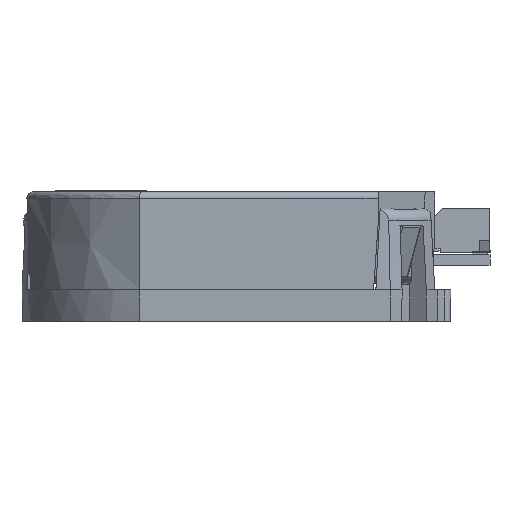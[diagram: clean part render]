
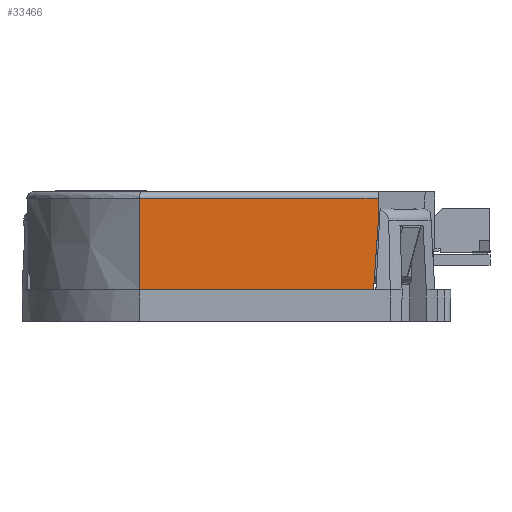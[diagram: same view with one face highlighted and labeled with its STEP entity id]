
A CAD part, left-side view. The second image highlights one B-rep face of the part: STEP entity #33466.
In plain terms, the highlighted planar face has unit normal (-1, 0, -0.018).
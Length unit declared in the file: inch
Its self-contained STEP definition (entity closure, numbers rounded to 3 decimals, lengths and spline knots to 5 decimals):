
#247 = EDGE_CURVE ( 'NONE', #20514, #26556, #36826, .T. ) ;
#658 = CARTESIAN_POINT ( 'NONE',  ( -0.55763, 0., -0.01063 ) ) ;
#994 = EDGE_CURVE ( 'NONE', #26556, #23249, #25298, .T. ) ;
#1765 = CARTESIAN_POINT ( 'NONE',  ( -0.56264, 0.23536, 0.27643 ) ) ;
#1978 = ORIENTED_EDGE ( 'NONE', *, *, #994, .F. ) ;
#3702 = ORIENTED_EDGE ( 'NONE', *, *, #32680, .F. ) ;
#5833 = LINE ( 'NONE', #35603, #38813 ) ;
#6163 = CARTESIAN_POINT ( 'NONE',  ( -0.55763, 0.23435, -0.01063 ) ) ;
#7563 = CARTESIAN_POINT ( 'NONE',  ( -0.56114, -0.51201, 0.19016 ) ) ;
#7801 = DIRECTION ( 'NONE',  ( 0., -1., 0. ) ) ;
#9331 = ORIENTED_EDGE ( 'NONE', *, *, #10815, .T. ) ;
#10815 = EDGE_CURVE ( 'NONE', #25347, #23249, #23352, .T. ) ;
#11090 = DIRECTION ( 'NONE',  ( 0., -1., 0. ) ) ;
#17068 = CARTESIAN_POINT ( 'NONE',  ( -0.56264, 0.23536, 0.27643 ) ) ;
#19077 = ORIENTED_EDGE ( 'NONE', *, *, #247, .F. ) ;
#20460 = EDGE_LOOP ( 'NONE', ( #3702, #22112, #9331, #1978, #19077 ) ) ;
#20514 = VERTEX_POINT ( 'NONE', #32074 ) ;
#21089 = CARTESIAN_POINT ( 'NONE',  ( -0.56264, -0.51201, 0.27643 ) ) ;
#21612 = DIRECTION ( 'NONE',  ( -1., 0., -0.017 ) ) ;
#22112 = ORIENTED_EDGE ( 'NONE', *, *, #26150, .T. ) ;
#23249 = VERTEX_POINT ( 'NONE', #33138 ) ;
#23352 = LINE ( 'NONE', #658, #43066 ) ;
#24131 = AXIS2_PLACEMENT_3D ( 'NONE', #25634, #21612, #32354 ) ;
#25298 = LINE ( 'NONE', #44175, #41139 ) ;
#25347 = VERTEX_POINT ( 'NONE', #6163 ) ;
#25634 = CARTESIAN_POINT ( 'NONE',  ( -0.56299, 0., 0.29646 ) ) ;
#26150 = EDGE_CURVE ( 'NONE', #27067, #25347, #44545, .T. ) ;
#26376 = CARTESIAN_POINT ( 'NONE',  ( -0.56097, 0.23503, 0.18074 ) ) ;
#26556 = VERTEX_POINT ( 'NONE', #7563 ) ;
#27067 = VERTEX_POINT ( 'NONE', #17068 ) ;
#27333 = DIRECTION ( 'NONE',  ( 0.017, 0.07, -0.997 ) ) ;
#28343 = FACE_OUTER_BOUND ( 'NONE', #20460, .T. ) ;
#32074 = CARTESIAN_POINT ( 'NONE',  ( -0.56264, -0.51201, 0.27643 ) ) ;
#32354 = DIRECTION ( 'NONE',  ( -0.017, 0., 1. ) ) ;
#32680 = EDGE_CURVE ( 'NONE', #27067, #20514, #5833, .T. ) ;
#33138 = CARTESIAN_POINT ( 'NONE',  ( -0.55763, -0.49796, -0.01063 ) ) ;
#33466 = ADVANCED_FACE ( 'NONE', ( #28343 ), #42931, .T. ) ;
#34093 = VECTOR ( 'NONE', #38577, 39.37008 ) ;
#35603 = CARTESIAN_POINT ( 'NONE',  ( -0.56264, 0., 0.27643 ) ) ;
#36764 = CARTESIAN_POINT ( 'NONE',  ( -0.5593, 0.23469, 0.08506 ) ) ;
#36826 = LINE ( 'NONE', #21089, #34093 ) ;
#38577 = DIRECTION ( 'NONE',  ( 0.017, 0., -1. ) ) ;
#38813 = VECTOR ( 'NONE', #7801, 39.37008 ) ;
#41139 = VECTOR ( 'NONE', #27333, 39.37008 ) ;
#42931 = PLANE ( 'NONE',  #24131 ) ;
#43066 = VECTOR ( 'NONE', #11090, 39.37008 ) ;
#43364 = CARTESIAN_POINT ( 'NONE',  ( -0.55763, 0.23435, -0.01063 ) ) ;
#44175 = CARTESIAN_POINT ( 'NONE',  ( -0.56114, -0.51201, 0.19016 ) ) ;
#44545 = B_SPLINE_CURVE_WITH_KNOTS ( 'NONE', 3,
 ( #1765, #26376, #36764, #43364 ),
 .UNSPECIFIED., .F., .F.,
 ( 4, 4 ),
 ( 0., 0.00729 ),
 .UNSPECIFIED. ) ;
